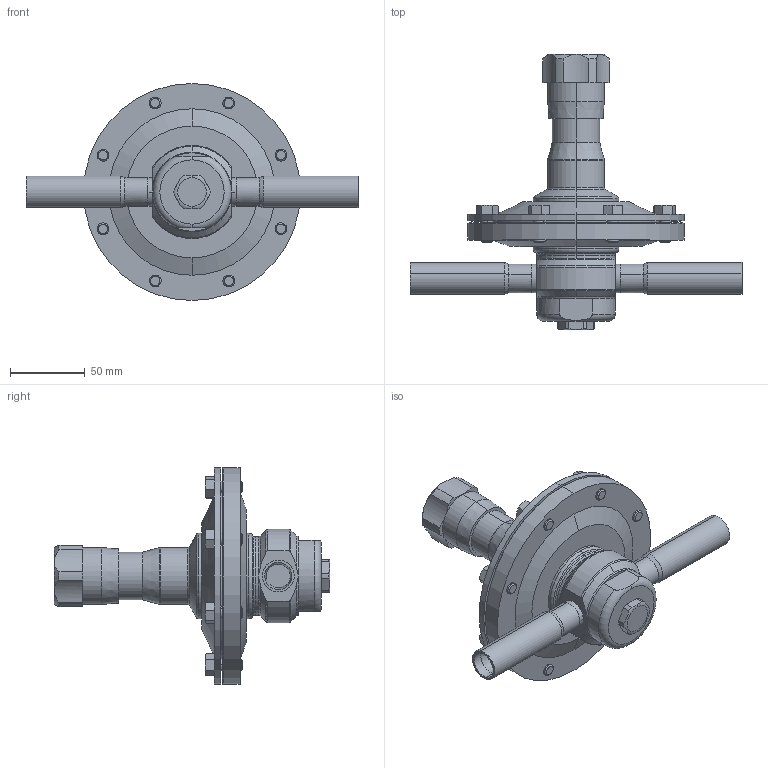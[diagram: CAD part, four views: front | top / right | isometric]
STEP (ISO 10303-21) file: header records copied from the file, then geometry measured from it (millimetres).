
FILE_DESCRIPTION (( 'STEP AP203' ), '1' );
FILE_NAME ('JSRLP-050-HA.STEP', '2017-06-28T17:40:48', ( '' ), ( '' ), 'SwSTEP 2.0', 'SolidWorks 2014', '' );
FILE_SCHEMA (( 'CONFIG_CONTROL_DESIGN' ));
Length unit declared in the file: inch
Products named in the file (2): JSRLP-050-HA
Bounding box: 221.56 x 183.95 x 144.78 mm (x, y, z)
Volume: 616099.6 mm3; surface area: 119498.2 mm2
Topology: 1 solids, 1 shells, 381 faces, 857 edges, 518 vertices
Faces by surface type: cone 145, plane 112, cylinder 96, torus 28
Entity records: 11472 total; most frequent: CARTESIAN_POINT 2786, DIRECTION 1869, ORIENTED_EDGE 1714, EDGE_CURVE 857, AXIS2_PLACEMENT_3D 787, VERTEX_POINT 518, EDGE_LOOP 435, CIRCLE 404
